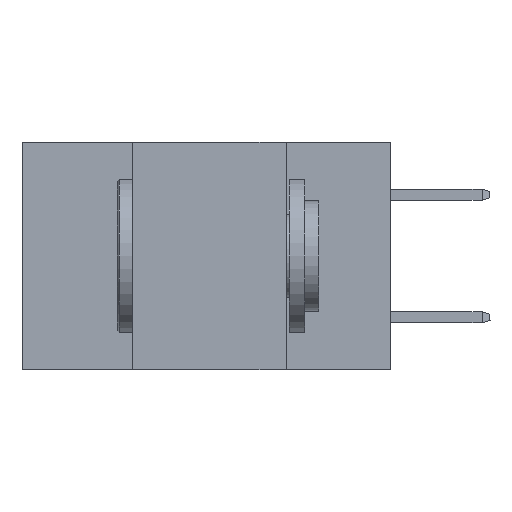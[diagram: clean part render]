
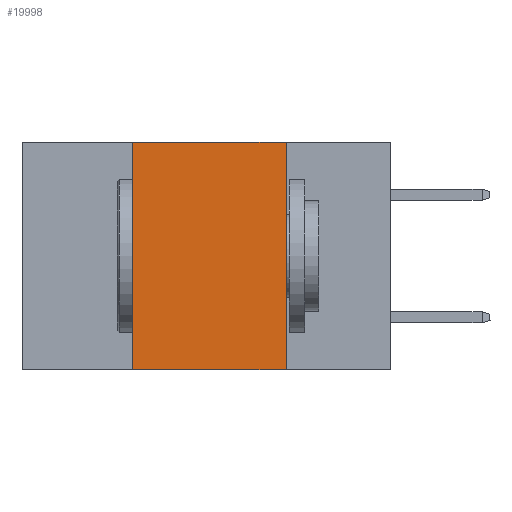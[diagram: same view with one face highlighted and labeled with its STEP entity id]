
A CAD part, left-side view. The second image highlights one B-rep face of the part: STEP entity #19998.
In plain terms, the highlighted planar face has unit normal (-1, 0, 0).
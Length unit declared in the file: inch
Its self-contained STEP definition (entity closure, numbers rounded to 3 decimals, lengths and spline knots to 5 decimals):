
#577 = CARTESIAN_POINT ( 'NONE',  ( 0., 0.17, 0. ) ) ;
#1423 = DIRECTION ( 'NONE',  ( 0., -1., 0. ) ) ;
#2299 = DIRECTION ( 'NONE',  ( 1., 0., 0. ) ) ;
#3439 = EDGE_LOOP ( 'NONE', ( #19435, #18155, #10802, #27047 ) ) ;
#4446 = VERTEX_POINT ( 'NONE', #20108 ) ;
#5951 = EDGE_CURVE ( 'NONE', #4446, #15318, #10056, .T. ) ;
#6454 = PLANE ( 'NONE',  #18630 ) ;
#6724 = DIRECTION ( 'NONE',  ( 0., 0., -1. ) ) ;
#7822 = EDGE_CURVE ( 'NONE', #18941, #10460, #26069, .T. ) ;
#10056 = LINE ( 'NONE', #14324, #23489 ) ;
#10460 = VERTEX_POINT ( 'NONE', #25856 ) ;
#10802 = ORIENTED_EDGE ( 'NONE', *, *, #11566, .F. ) ;
#11224 = LINE ( 'NONE', #577, #23758 ) ;
#11566 = EDGE_CURVE ( 'NONE', #18941, #4446, #21568, .T. ) ;
#12918 = CARTESIAN_POINT ( 'NONE',  ( 0., 0.17, 0. ) ) ;
#14263 = FACE_OUTER_BOUND ( 'NONE', #3439, .T. ) ;
#14324 = CARTESIAN_POINT ( 'NONE',  ( 0., 0.6, 0. ) ) ;
#15318 = VERTEX_POINT ( 'NONE', #12918 ) ;
#16476 = VECTOR ( 'NONE', #24743, 39.37008 ) ;
#18155 = ORIENTED_EDGE ( 'NONE', *, *, #5951, .F. ) ;
#18274 = VECTOR ( 'NONE', #21163, 39.37008 ) ;
#18630 = AXIS2_PLACEMENT_3D ( 'NONE', #25547, #2299, #6724 ) ;
#18941 = VERTEX_POINT ( 'NONE', #22060 ) ;
#19435 = ORIENTED_EDGE ( 'NONE', *, *, #21468, .F. ) ;
#19998 = ADVANCED_FACE ( 'NONE', ( #14263 ), #6454, .F. ) ;
#20108 = CARTESIAN_POINT ( 'NONE',  ( 0., 0.42, 0. ) ) ;
#20225 = CARTESIAN_POINT ( 'NONE',  ( 0., 0.6, -0.37 ) ) ;
#21163 = DIRECTION ( 'NONE',  ( 0., 0., 1. ) ) ;
#21468 = EDGE_CURVE ( 'NONE', #15318, #10460, #11224, .T. ) ;
#21568 = LINE ( 'NONE', #25062, #18274 ) ;
#22060 = CARTESIAN_POINT ( 'NONE',  ( 0., 0.42, -0.37 ) ) ;
#23489 = VECTOR ( 'NONE', #1423, 39.37008 ) ;
#23758 = VECTOR ( 'NONE', #26126, 39.37008 ) ;
#24743 = DIRECTION ( 'NONE',  ( 0., -1., 0. ) ) ;
#25062 = CARTESIAN_POINT ( 'NONE',  ( 0., 0.42, 0. ) ) ;
#25547 = CARTESIAN_POINT ( 'NONE',  ( 0., 0.6, 0. ) ) ;
#25856 = CARTESIAN_POINT ( 'NONE',  ( 0., 0.17, -0.37 ) ) ;
#26069 = LINE ( 'NONE', #20225, #16476 ) ;
#26126 = DIRECTION ( 'NONE',  ( 0., 0., -1. ) ) ;
#27047 = ORIENTED_EDGE ( 'NONE', *, *, #7822, .T. ) ;
